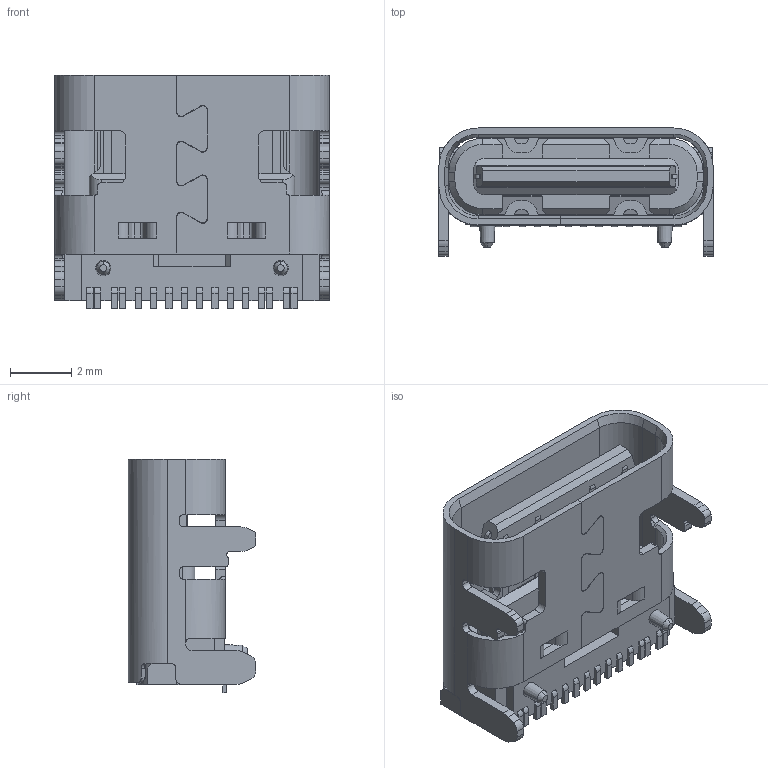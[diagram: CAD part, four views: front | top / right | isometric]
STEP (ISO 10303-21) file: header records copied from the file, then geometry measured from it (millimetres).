
FILE_DESCRIPTION (( 'STEP AP214' ), '1' );
FILE_NAME ('Same_Sky_UJ20-C-H-G-SMT-1-P16-TR.step', '2024-11-13T20:01:26', ( '' ), ( '' ), 'SwSTEP 2.0', 'SolidWorks 2024', '' );
FILE_SCHEMA (( 'AUTOMOTIVE_DESIGN' ));
Length unit declared in the file: inch
Products named in the file (1): Same_Sky_UJ20-C-H-G-SMT-1-P16-TR
Bounding box: 8.94 x 4.16 x 7.6 mm (x, y, z)
Volume: 113.9 mm3; surface area: 474.3 mm2
Topology: 1 solids, 1 shells, 757 faces, 2236 edges, 1447 vertices
Faces by surface type: plane 529, cylinder 196, cone 26, bspline 6
Entity records: 25617 total; most frequent: CARTESIAN_POINT 5303, ORIENTED_EDGE 4472, DIRECTION 4002, EDGE_CURVE 2236, VECTOR 1686, LINE 1686, VERTEX_POINT 1447, AXIS2_PLACEMENT_3D 1158
